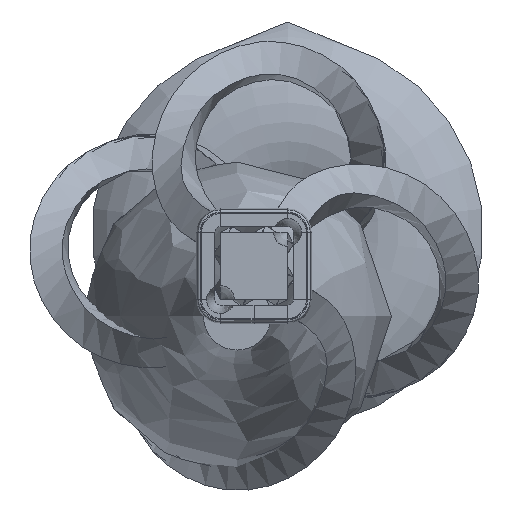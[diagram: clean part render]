
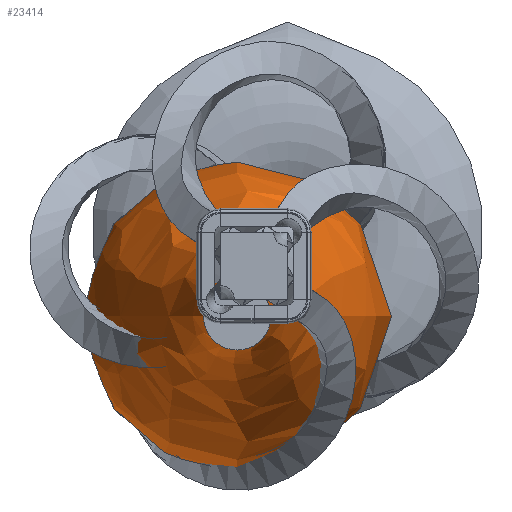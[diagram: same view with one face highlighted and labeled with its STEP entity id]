
A CAD part, front view. The second image highlights one B-rep face of the part: STEP entity #23414.
In plain terms, the highlighted free-form (B-spline) face has degree [3, 3] with [7, 7] control points.
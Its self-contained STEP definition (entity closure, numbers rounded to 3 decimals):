
#453 = CARTESIAN_POINT ( 'NONE',  ( -6., -77.729, 12. ) ) ;
#548 = CARTESIAN_POINT ( 'NONE',  ( 47.708, 0.03, -95.417 ) ) ;
#644 = CARTESIAN_POINT ( 'NONE',  ( -6., 80., 12. ) ) ;
#733 = CARTESIAN_POINT ( 'NONE',  ( -6., 77.748, 0. ) ) ;
#1486 = ORIENTED_EDGE ( 'NONE', *, *, #5737, .F. ) ;
#2616 = CARTESIAN_POINT ( 'NONE',  ( 6., -77.729, 12. ) ) ;
#2702 = CARTESIAN_POINT ( 'NONE',  ( -47.708, 0.03, -95.417 ) ) ;
#2793 = CARTESIAN_POINT ( 'NONE',  ( 4.532, -45.044, -9.064 ) ) ;
#2887 = CARTESIAN_POINT ( 'NONE',  ( -6., 77.748, 12. ) ) ;
#3354 = CARTESIAN_POINT ( 'NONE',  ( -6., -77.729, 0. ) ) ;
#4313 = VERTEX_POINT ( 'NONE', #13582 ) ;
#4666 = VERTEX_POINT ( 'NONE', #9496 ) ;
#4799 = CARTESIAN_POINT ( 'NONE',  ( 6., -77.729, -12. ) ) ;
#5026 = CARTESIAN_POINT ( 'NONE',  ( -6., -80., 12. ) ) ;
#5079 = CARTESIAN_POINT ( 'NONE',  ( -4.532, 44.975, 0. ) ) ;
#5562 = ORIENTED_EDGE ( 'NONE', *, *, #27181, .T. ) ;
#5737 = EDGE_CURVE ( 'NONE', #4666, #4666, #26709, .T. ) ;
#6136 = FACE_OUTER_BOUND ( 'NONE', #20476, .T. ) ;
#7084 = CARTESIAN_POINT ( 'NONE',  ( 47.708, 0.03, 0. ) ) ;
#7256 = CARTESIAN_POINT ( 'NONE',  ( -6., 80., 0. ) ) ;
#8029 = AXIS2_PLACEMENT_3D ( 'NONE', #23460, #16780, #27819 ) ;
#8081 = CARTESIAN_POINT ( 'NONE',  ( 0., -80., 0. ) ) ;
#9179 = CARTESIAN_POINT ( 'NONE',  ( -6., -80., 0. ) ) ;
#9275 = CARTESIAN_POINT ( 'NONE',  ( -6., 77.748, -12. ) ) ;
#9370 = CARTESIAN_POINT ( 'NONE',  ( -4.532, 44.975, 0. ) ) ;
#9461 = CARTESIAN_POINT ( 'NONE',  ( -4.532, 44.975, -9.064 ) ) ;
#9496 = CARTESIAN_POINT ( 'NONE',  ( -6., 80., 0. ) ) ;
#10084 = CARTESIAN_POINT ( 'NONE',  ( -6., -80., -12. ) ) ;
#11363 = CARTESIAN_POINT ( 'NONE',  ( 4.532, 44.975, 0. ) ) ;
#11640 = CARTESIAN_POINT ( 'NONE',  ( 6., 77.748, 12. ) ) ;
#12241 = CARTESIAN_POINT ( 'NONE',  ( -6., -80., 0. ) ) ;
#13458 = CARTESIAN_POINT ( 'NONE',  ( 4.532, 44.975, -9.064 ) ) ;
#13549 = CARTESIAN_POINT ( 'NONE',  ( -47.708, 0.03, 0. ) ) ;
#13582 = CARTESIAN_POINT ( 'NONE',  ( -6., -80., 0. ) ) ;
#13638 = CARTESIAN_POINT ( 'NONE',  ( -6., 80., 0. ) ) ;
#13947 = FACE_OUTER_BOUND ( 'NONE', #16429, .T. ) ;
#14201 = CARTESIAN_POINT ( 'NONE',  ( -4.532, -45.044, -9.064 ) ) ;
#15328 = CARTESIAN_POINT ( 'NONE',  ( 6., -80., -12. ) ) ;
#15607 = CARTESIAN_POINT ( 'NONE',  ( 4.532, -45.044, 0. ) ) ;
#15705 = CARTESIAN_POINT ( 'NONE',  ( 4.532, 44.975, 9.064 ) ) ;
#15795 = CARTESIAN_POINT ( 'NONE',  ( 47.708, 0.03, 95.417 ) ) ;
#16365 = CARTESIAN_POINT ( 'NONE',  ( -6., 77.748, 0. ) ) ;
#16429 = EDGE_LOOP ( 'NONE', ( #1486 ) ) ;
#16780 = DIRECTION ( 'NONE',  ( 0., 1., 0. ) ) ;
#16791 = DIRECTION ( 'NONE',  ( 0., 1., 0. ) ) ;
#17783 = CARTESIAN_POINT ( 'NONE',  ( 6., -77.729, 0. ) ) ;
#17970 = CARTESIAN_POINT ( 'NONE',  ( -4.532, -45.044, 0. ) ) ;
#19979 = CARTESIAN_POINT ( 'NONE',  ( -6., -77.729, -12. ) ) ;
#20068 = CARTESIAN_POINT ( 'NONE',  ( 6., 80., -12. ) ) ;
#20163 = CARTESIAN_POINT ( 'NONE',  ( -47.708, 0.03, 0. ) ) ;
#20258 = CARTESIAN_POINT ( 'NONE',  ( -47.708, 0.03, 95.417 ) ) ;
#20383 = CARTESIAN_POINT ( 'NONE',  ( 6., -80., 12. ) ) ;
#20476 = EDGE_LOOP ( 'NONE', ( #5562 ) ) ;
#22195 = CARTESIAN_POINT ( 'NONE',  ( -6., -77.729, 0. ) ) ;
#22289 = CARTESIAN_POINT ( 'NONE',  ( -4.532, 44.975, 9.064 ) ) ;
#22389 = CARTESIAN_POINT ( 'NONE',  ( 6., 77.748, 0. ) ) ;
#22478 = CARTESIAN_POINT ( 'NONE',  ( 4.532, -45.044, 9.064 ) ) ;
#23381 = DIRECTION ( 'NONE',  ( -1., 0., 0. ) ) ;
#23414 = ADVANCED_FACE ( 'NONE', ( #6136, #13947 ), #25877, .T. ) ;
#23460 = CARTESIAN_POINT ( 'NONE',  ( 0., 80., 0. ) ) ;
#23693 = CIRCLE ( 'NONE', #27663, 6. ) ;
#24291 = CARTESIAN_POINT ( 'NONE',  ( -6., 80., -12. ) ) ;
#24477 = CARTESIAN_POINT ( 'NONE',  ( -4.532, -45.044, 0. ) ) ;
#24564 = CARTESIAN_POINT ( 'NONE',  ( 6., 80., 0. ) ) ;
#24657 = CARTESIAN_POINT ( 'NONE',  ( 6., 80., 12. ) ) ;
#25877 =( BOUNDED_SURFACE ( )  B_SPLINE_SURFACE ( 3, 3, ( 
 ( #7256, #644, #24657, #24564, #20068, #24291, #13638 ),
 ( #16365, #2887, #11640, #22389, #27199, #9275, #733 ),
 ( #5079, #22289, #15705, #11363, #13458, #9461, #9370 ),
 ( #13549, #20258, #15795, #7084, #548, #2702, #20163 ),
 ( #24477, #26644, #22478, #15607, #2793, #14201, #17970 ),
 ( #3354, #453, #2616, #17783, #4799, #19979, #22195 ),
 ( #9179, #5026, #20383, #25893, #15328, #10084, #12241 ) ),
 .UNSPECIFIED., .F., .T., .T. ) 
 B_SPLINE_SURFACE_WITH_KNOTS ( ( 4, 1, 1, 1, 4 ),
 ( 4, 3, 4 ),
 ( 0., 0.06, 0.5, 0.94, 1. ),
 ( 0., 0.5, 1. ),
 .UNSPECIFIED. ) 
 GEOMETRIC_REPRESENTATION_ITEM ( )  RATIONAL_B_SPLINE_SURFACE ( (
 ( 1., 0.333, 0.333, 1., 0.333, 0.333, 1.),
 ( 1., 0.333, 0.333, 1., 0.333, 0.333, 1.),
 ( 1., 0.333, 0.333, 1., 0.333, 0.333, 1.),
 ( 1., 0.333, 0.333, 1., 0.333, 0.333, 1.),
 ( 1., 0.333, 0.333, 1., 0.333, 0.333, 1.),
 ( 1., 0.333, 0.333, 1., 0.333, 0.333, 1.),
 ( 1., 0.333, 0.333, 1., 0.333, 0.333, 1.) ) ) 
 REPRESENTATION_ITEM ( '' )  SURFACE ( )  );
#25893 = CARTESIAN_POINT ( 'NONE',  ( 6., -80., 0. ) ) ;
#26644 = CARTESIAN_POINT ( 'NONE',  ( -4.532, -45.044, 9.064 ) ) ;
#26709 = CIRCLE ( 'NONE', #8029, 6. ) ;
#27181 = EDGE_CURVE ( 'NONE', #4313, #4313, #23693, .T. ) ;
#27199 = CARTESIAN_POINT ( 'NONE',  ( 6., 77.748, -12. ) ) ;
#27663 = AXIS2_PLACEMENT_3D ( 'NONE', #8081, #16791, #23381 ) ;
#27819 = DIRECTION ( 'NONE',  ( -1., 0., 0. ) ) ;
